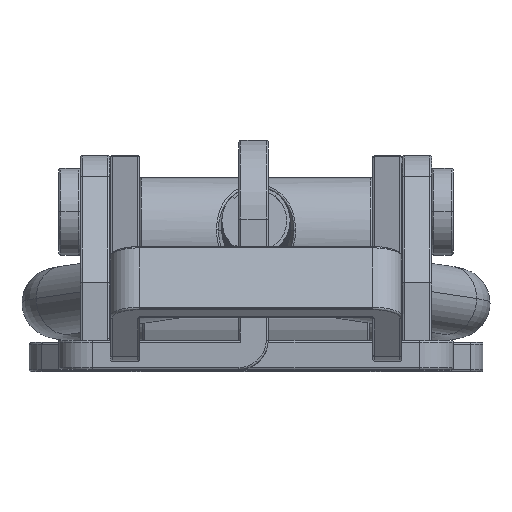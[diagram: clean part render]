
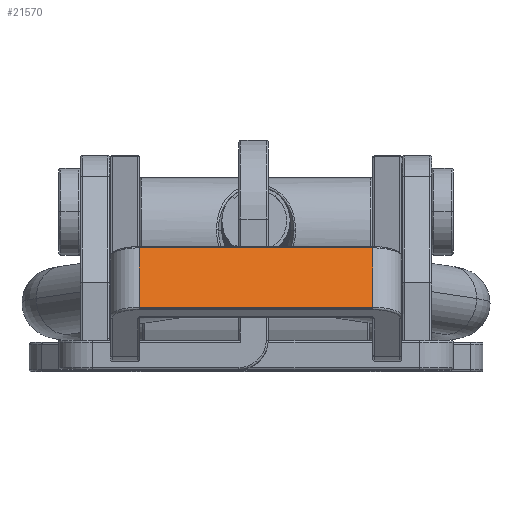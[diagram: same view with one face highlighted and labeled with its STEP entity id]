
A CAD part, top view. The second image highlights one B-rep face of the part: STEP entity #21570.
In plain terms, the highlighted face is planar.
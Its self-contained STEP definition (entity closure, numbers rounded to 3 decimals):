
#23 = ORIENTED_EDGE ( 'NONE', *, *, #200, .T. ) ;
#47 = ORIENTED_EDGE ( 'NONE', *, *, #21524, .T. ) ;
#200 = EDGE_CURVE ( 'NONE', #21500, #21488, #22096, .T. ) ;
#16450 = CARTESIAN_POINT ( 'NONE',  ( 11.95, 12.195, 47.905 ) ) ;
#16465 = CARTESIAN_POINT ( 'NONE',  ( -11.95, 17.824, 44.859 ) ) ;
#16472 = CARTESIAN_POINT ( 'NONE',  ( -11.95, 12.195, 47.905 ) ) ;
#16502 = CARTESIAN_POINT ( 'NONE',  ( 11.95, 17.824, 44.859 ) ) ;
#16515 = DIRECTION ( 'NONE',  ( 0., 0.88, -0.476 ) ) ;
#16518 = VECTOR ( 'NONE', #16515, 1000. ) ;
#16519 = CARTESIAN_POINT ( 'NONE',  ( 11.95, -29.106, 70.25 ) ) ;
#16520 = LINE ( 'NONE', #16519, #16518 ) ;
#16536 = CARTESIAN_POINT ( 'NONE',  ( 14.95, 12.195, 47.905 ) ) ;
#16537 = LINE ( 'NONE', #16536, #16594 ) ;
#16539 = DIRECTION ( 'NONE',  ( 0., -0.88, 0.476 ) ) ;
#16540 = VECTOR ( 'NONE', #16539, 1000. ) ;
#16541 = CARTESIAN_POINT ( 'NONE',  ( -11.95, -29.106, 70.25 ) ) ;
#16542 = LINE ( 'NONE', #16541, #16540 ) ;
#16564 = FACE_OUTER_BOUND ( 'NONE', #21512, .T. ) ;
#16593 = DIRECTION ( 'NONE',  ( 1., 0., 0. ) ) ;
#16594 = VECTOR ( 'NONE', #16593, 1000. ) ;
#16616 = DIRECTION ( 'NONE',  ( 0., 0.88, -0.476 ) ) ;
#16617 = DIRECTION ( 'NONE',  ( 0., -0.476, -0.88 ) ) ;
#16618 = CARTESIAN_POINT ( 'NONE',  ( 14.95, -29.106, 70.25 ) ) ;
#16619 = AXIS2_PLACEMENT_3D ( 'NONE', #16618, #16617, #16616 ) ;
#16620 = PLANE ( 'NONE',  #16619 ) ;
#21487 = VERTEX_POINT ( 'NONE', #16472 ) ;
#21488 = VERTEX_POINT ( 'NONE', #16465 ) ;
#21499 = VERTEX_POINT ( 'NONE', #16450 ) ;
#21500 = VERTEX_POINT ( 'NONE', #16502 ) ;
#21512 = EDGE_LOOP ( 'NONE', ( #47, #23, #21552, #21555 ) ) ;
#21524 = EDGE_CURVE ( 'NONE', #21499, #21500, #16520, .T. ) ;
#21550 = EDGE_CURVE ( 'NONE', #21488, #21487, #16542, .T. ) ;
#21552 = ORIENTED_EDGE ( 'NONE', *, *, #21550, .T. ) ;
#21553 = EDGE_CURVE ( 'NONE', #21487, #21499, #16537, .T. ) ;
#21555 = ORIENTED_EDGE ( 'NONE', *, *, #21553, .T. ) ;
#21570 = ADVANCED_FACE ( 'NONE', ( #16564 ), #16620, .F. ) ;
#22090 = DIRECTION ( 'NONE',  ( -1., 0., 0. ) ) ;
#22091 = VECTOR ( 'NONE', #22090, 1000. ) ;
#22092 = CARTESIAN_POINT ( 'NONE',  ( 14.95, 17.824, 44.859 ) ) ;
#22096 = LINE ( 'NONE', #22092, #22091 ) ;
